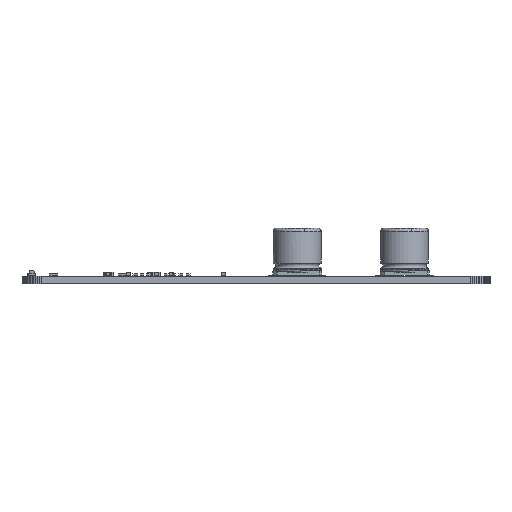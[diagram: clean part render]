
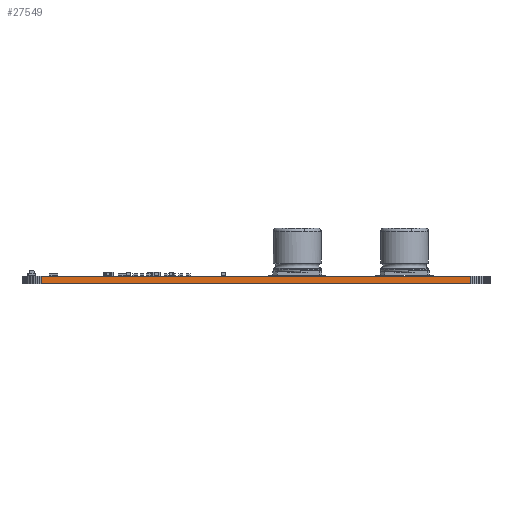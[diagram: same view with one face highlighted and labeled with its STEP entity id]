
A CAD part, left-side view. The second image highlights one B-rep face of the part: STEP entity #27549.
In plain terms, the highlighted planar face has unit normal (-1, -0.001, 0).
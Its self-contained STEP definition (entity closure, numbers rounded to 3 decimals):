
#14363 = PLANE('',#14364);
#14364 = AXIS2_PLACEMENT_3D('',#14365,#14366,#14367);
#14365 = CARTESIAN_POINT('',(154.98,-94.987,1.6));
#14366 = DIRECTION('',(-0.,-0.,-1.));
#14367 = DIRECTION('',(-1.,0.,0.));
#14417 = PLANE('',#14418);
#14418 = AXIS2_PLACEMENT_3D('',#14419,#14420,#14421);
#14419 = CARTESIAN_POINT('',(154.98,-94.987,0.));
#14420 = DIRECTION('',(-0.,-0.,-1.));
#14421 = DIRECTION('',(-1.,0.,0.));
#15898 = VERTEX_POINT('',#15899);
#15899 = CARTESIAN_POINT('',(106.,-140.,0.));
#15913 = PLANE('',#15914);
#15914 = AXIS2_PLACEMENT_3D('',#15915,#15916,#15917);
#15915 = CARTESIAN_POINT('',(106.019,-140.392,0.));
#15916 = DIRECTION('',(-0.999,-0.049,0.));
#15917 = DIRECTION('',(-0.049,0.999,0.));
#15925 = EDGE_CURVE('',#15898,#15926,#15928,.T.);
#15926 = VERTEX_POINT('',#15927);
#15927 = CARTESIAN_POINT('',(105.918,-50.038,0.));
#15928 = SURFACE_CURVE('',#15929,(#15933,#15940),.PCURVE_S1.);
#15929 = LINE('',#15930,#15931);
#15930 = CARTESIAN_POINT('',(106.,-140.,0.));
#15931 = VECTOR('',#15932,1.);
#15932 = DIRECTION('',(-0.001,1.,0.));
#15933 = PCURVE('',#14417,#15934);
#15934 = DEFINITIONAL_REPRESENTATION('',(#15935),#15939);
#15935 = LINE('',#15936,#15937);
#15936 = CARTESIAN_POINT('',(48.98,-45.013));
#15937 = VECTOR('',#15938,1.);
#15938 = DIRECTION('',(0.001,1.));
#15939 = ( GEOMETRIC_REPRESENTATION_CONTEXT(2) 
PARAMETRIC_REPRESENTATION_CONTEXT() REPRESENTATION_CONTEXT('2D SPACE',''
  ) );
#15940 = PCURVE('',#15941,#15946);
#15941 = PLANE('',#15942);
#15942 = AXIS2_PLACEMENT_3D('',#15943,#15944,#15945);
#15943 = CARTESIAN_POINT('',(106.,-140.,0.));
#15944 = DIRECTION('',(-1.,-0.001,0.));
#15945 = DIRECTION('',(-0.001,1.,0.));
#15946 = DEFINITIONAL_REPRESENTATION('',(#15947),#15951);
#15947 = LINE('',#15948,#15949);
#15948 = CARTESIAN_POINT('',(0.,0.));
#15949 = VECTOR('',#15950,1.);
#15950 = DIRECTION('',(1.,0.));
#15951 = ( GEOMETRIC_REPRESENTATION_CONTEXT(2) 
PARAMETRIC_REPRESENTATION_CONTEXT() REPRESENTATION_CONTEXT('2D SPACE',''
  ) );
#15969 = PLANE('',#15970);
#15970 = AXIS2_PLACEMENT_3D('',#15971,#15972,#15973);
#15971 = CARTESIAN_POINT('',(105.918,-50.038,0.));
#15972 = DIRECTION('',(-0.999,0.049,0.));
#15973 = DIRECTION('',(0.049,0.999,0.));
#22298 = VERTEX_POINT('',#22299);
#22299 = CARTESIAN_POINT('',(106.,-140.,1.6));
#22320 = EDGE_CURVE('',#22298,#22321,#22323,.T.);
#22321 = VERTEX_POINT('',#22322);
#22322 = CARTESIAN_POINT('',(105.918,-50.038,1.6));
#22323 = SURFACE_CURVE('',#22324,(#22328,#22335),.PCURVE_S1.);
#22324 = LINE('',#22325,#22326);
#22325 = CARTESIAN_POINT('',(106.,-140.,1.6));
#22326 = VECTOR('',#22327,1.);
#22327 = DIRECTION('',(-0.001,1.,0.));
#22328 = PCURVE('',#14363,#22329);
#22329 = DEFINITIONAL_REPRESENTATION('',(#22330),#22334);
#22330 = LINE('',#22331,#22332);
#22331 = CARTESIAN_POINT('',(48.98,-45.013));
#22332 = VECTOR('',#22333,1.);
#22333 = DIRECTION('',(0.001,1.));
#22334 = ( GEOMETRIC_REPRESENTATION_CONTEXT(2) 
PARAMETRIC_REPRESENTATION_CONTEXT() REPRESENTATION_CONTEXT('2D SPACE',''
  ) );
#22335 = PCURVE('',#15941,#22336);
#22336 = DEFINITIONAL_REPRESENTATION('',(#22337),#22341);
#22337 = LINE('',#22338,#22339);
#22338 = CARTESIAN_POINT('',(0.,-1.6));
#22339 = VECTOR('',#22340,1.);
#22340 = DIRECTION('',(1.,0.));
#22341 = ( GEOMETRIC_REPRESENTATION_CONTEXT(2) 
PARAMETRIC_REPRESENTATION_CONTEXT() REPRESENTATION_CONTEXT('2D SPACE',''
  ) );
#27499 = EDGE_CURVE('',#15926,#22321,#27500,.T.);
#27500 = SURFACE_CURVE('',#27501,(#27505,#27512),.PCURVE_S1.);
#27501 = LINE('',#27502,#27503);
#27502 = CARTESIAN_POINT('',(105.918,-50.038,0.));
#27503 = VECTOR('',#27504,1.);
#27504 = DIRECTION('',(0.,0.,1.));
#27505 = PCURVE('',#15969,#27506);
#27506 = DEFINITIONAL_REPRESENTATION('',(#27507),#27511);
#27507 = LINE('',#27508,#27509);
#27508 = CARTESIAN_POINT('',(0.,0.));
#27509 = VECTOR('',#27510,1.);
#27510 = DIRECTION('',(0.,-1.));
#27511 = ( GEOMETRIC_REPRESENTATION_CONTEXT(2) 
PARAMETRIC_REPRESENTATION_CONTEXT() REPRESENTATION_CONTEXT('2D SPACE',''
  ) );
#27512 = PCURVE('',#15941,#27513);
#27513 = DEFINITIONAL_REPRESENTATION('',(#27514),#27518);
#27514 = LINE('',#27515,#27516);
#27515 = CARTESIAN_POINT('',(89.962,0.));
#27516 = VECTOR('',#27517,1.);
#27517 = DIRECTION('',(0.,-1.));
#27518 = ( GEOMETRIC_REPRESENTATION_CONTEXT(2) 
PARAMETRIC_REPRESENTATION_CONTEXT() REPRESENTATION_CONTEXT('2D SPACE',''
  ) );
#27549 = ADVANCED_FACE('',(#27550),#15941,.T.);
#27550 = FACE_BOUND('',#27551,.T.);
#27551 = EDGE_LOOP('',(#27552,#27573,#27574,#27575));
#27552 = ORIENTED_EDGE('',*,*,#27553,.T.);
#27553 = EDGE_CURVE('',#15898,#22298,#27554,.T.);
#27554 = SURFACE_CURVE('',#27555,(#27559,#27566),.PCURVE_S1.);
#27555 = LINE('',#27556,#27557);
#27556 = CARTESIAN_POINT('',(106.,-140.,0.));
#27557 = VECTOR('',#27558,1.);
#27558 = DIRECTION('',(0.,0.,1.));
#27559 = PCURVE('',#15941,#27560);
#27560 = DEFINITIONAL_REPRESENTATION('',(#27561),#27565);
#27561 = LINE('',#27562,#27563);
#27562 = CARTESIAN_POINT('',(0.,0.));
#27563 = VECTOR('',#27564,1.);
#27564 = DIRECTION('',(0.,-1.));
#27565 = ( GEOMETRIC_REPRESENTATION_CONTEXT(2) 
PARAMETRIC_REPRESENTATION_CONTEXT() REPRESENTATION_CONTEXT('2D SPACE',''
  ) );
#27566 = PCURVE('',#15913,#27567);
#27567 = DEFINITIONAL_REPRESENTATION('',(#27568),#27572);
#27568 = LINE('',#27569,#27570);
#27569 = CARTESIAN_POINT('',(0.393,0.));
#27570 = VECTOR('',#27571,1.);
#27571 = DIRECTION('',(0.,-1.));
#27572 = ( GEOMETRIC_REPRESENTATION_CONTEXT(2) 
PARAMETRIC_REPRESENTATION_CONTEXT() REPRESENTATION_CONTEXT('2D SPACE',''
  ) );
#27573 = ORIENTED_EDGE('',*,*,#22320,.T.);
#27574 = ORIENTED_EDGE('',*,*,#27499,.F.);
#27575 = ORIENTED_EDGE('',*,*,#15925,.F.);
